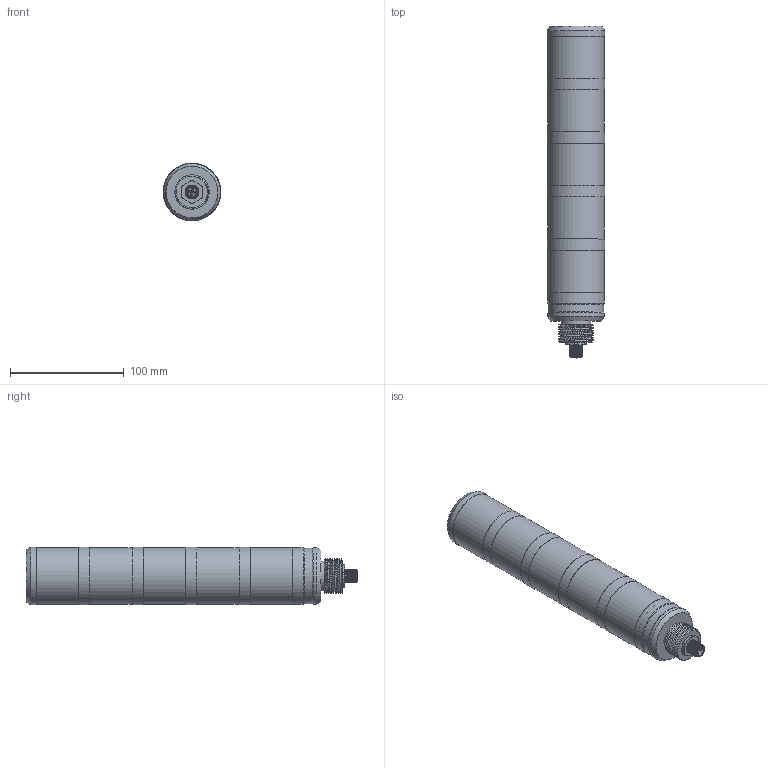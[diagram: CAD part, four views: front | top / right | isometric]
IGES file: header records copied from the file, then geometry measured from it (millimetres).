
Global section: file name: SBT-RGB-R50-5S-B5; native system: Autodesk Inventor 2021; preprocessor: unknown; author: S. Sandt; organization: di-soric GmbH & Co. KG; date: 20220120.084935; units: millimetre
Bounding box: 50.6 x 291.6 x 50.6 mm (x, y, z)
Volume: 157940.3 mm3; surface area: 109982 mm2
Topology: 19 solids, 19 shells, 180 faces, 443 edges, 335 vertices
Faces by surface type: bspline 180
